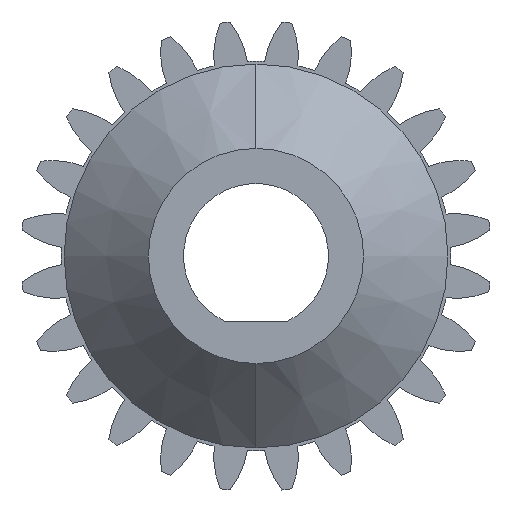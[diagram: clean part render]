
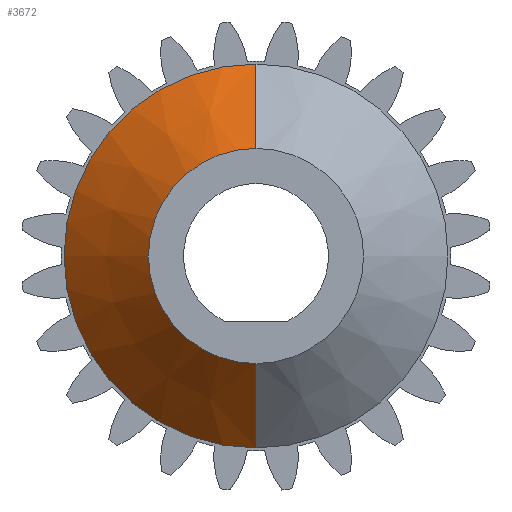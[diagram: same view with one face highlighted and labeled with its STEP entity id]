
A CAD part, left-side view. The second image highlights one B-rep face of the part: STEP entity #3672.
In plain terms, the highlighted conical face has half-angle 45 degrees and reference radius 5.3 mm.
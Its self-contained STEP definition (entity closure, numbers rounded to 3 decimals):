
#106 = VECTOR ( 'NONE', #1420, 1000. ) ;
#117 = EDGE_LOOP ( 'NONE', ( #1305, #701, #2426, #1461 ) ) ;
#128 = VERTEX_POINT ( 'NONE', #484 ) ;
#241 = DIRECTION ( 'NONE',  ( 1., 0., 0. ) ) ;
#379 = CARTESIAN_POINT ( 'NONE',  ( -2.33, 0., 0. ) ) ;
#484 = CARTESIAN_POINT ( 'NONE',  ( -2.33, 0., -2.97 ) ) ;
#514 = DIRECTION ( 'NONE',  ( 0., 0., -1. ) ) ;
#634 = EDGE_CURVE ( 'NONE', #3476, #3091, #848, .T. ) ;
#701 = ORIENTED_EDGE ( 'NONE', *, *, #634, .T. ) ;
#770 = CARTESIAN_POINT ( 'NONE',  ( 0., 0., 0. ) ) ;
#827 = CARTESIAN_POINT ( 'NONE',  ( 0., 0., -5.3 ) ) ;
#848 = LINE ( 'NONE', #3741, #1079 ) ;
#1079 = VECTOR ( 'NONE', #1113, 1000. ) ;
#1113 = DIRECTION ( 'NONE',  ( 0.707, 0., 0.707 ) ) ;
#1297 = CARTESIAN_POINT ( 'NONE',  ( 0., 0., 5.3 ) ) ;
#1305 = ORIENTED_EDGE ( 'NONE', *, *, #2072, .T. ) ;
#1394 = FACE_OUTER_BOUND ( 'NONE', #117, .T. ) ;
#1420 = DIRECTION ( 'NONE',  ( 0.707, 0., -0.707 ) ) ;
#1461 = ORIENTED_EDGE ( 'NONE', *, *, #3792, .F. ) ;
#1535 = EDGE_CURVE ( 'NONE', #2645, #3091, #2738, .T. ) ;
#1659 = LINE ( 'NONE', #827, #106 ) ;
#1858 = CARTESIAN_POINT ( 'NONE',  ( 0., 0., -5.3 ) ) ;
#1889 = AXIS2_PLACEMENT_3D ( 'NONE', #379, #3322, #2128 ) ;
#1991 = AXIS2_PLACEMENT_3D ( 'NONE', #3455, #241, #3171 ) ;
#2072 = EDGE_CURVE ( 'NONE', #128, #3476, #3694, .T. ) ;
#2128 = DIRECTION ( 'NONE',  ( 0., 0., -1. ) ) ;
#2426 = ORIENTED_EDGE ( 'NONE', *, *, #1535, .F. ) ;
#2645 = VERTEX_POINT ( 'NONE', #1858 ) ;
#2685 = CARTESIAN_POINT ( 'NONE',  ( -2.33, 0., 2.97 ) ) ;
#2738 = CIRCLE ( 'NONE', #1991, 5.3 ) ;
#2814 = DIRECTION ( 'NONE',  ( 1., 0., 0. ) ) ;
#3091 = VERTEX_POINT ( 'NONE', #1297 ) ;
#3171 = DIRECTION ( 'NONE',  ( 0., 0., -1. ) ) ;
#3210 = AXIS2_PLACEMENT_3D ( 'NONE', #770, #2814, #514 ) ;
#3271 = CONICAL_SURFACE ( 'NONE', #3210, 5.3, 0.785 ) ;
#3322 = DIRECTION ( 'NONE',  ( 1., 0., 0. ) ) ;
#3455 = CARTESIAN_POINT ( 'NONE',  ( 0., 0., 0. ) ) ;
#3476 = VERTEX_POINT ( 'NONE', #2685 ) ;
#3672 = ADVANCED_FACE ( 'NONE', ( #1394 ), #3271, .T. ) ;
#3694 = CIRCLE ( 'NONE', #1889, 2.97 ) ;
#3741 = CARTESIAN_POINT ( 'NONE',  ( 0., 0., 5.3 ) ) ;
#3792 = EDGE_CURVE ( 'NONE', #128, #2645, #1659, .T. ) ;
